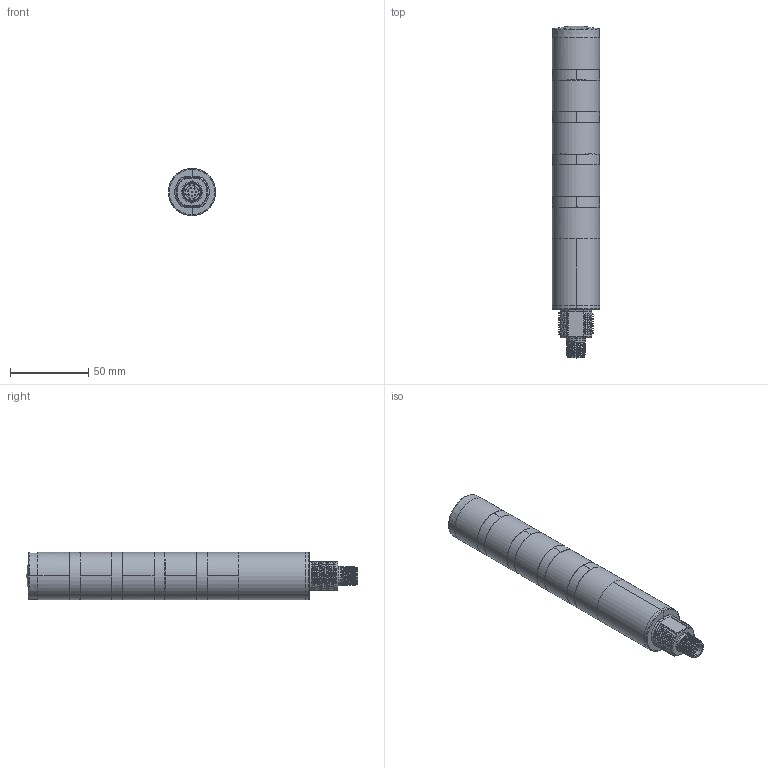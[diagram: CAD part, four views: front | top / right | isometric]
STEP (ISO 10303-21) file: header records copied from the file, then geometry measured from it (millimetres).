
FILE_DESCRIPTION((''),'2;1');
FILE_NAME('204602_ASM','2018-05-09T',('pdmadmin'),('BANNER ENGINEERING'),'CREO PARAMETRIC BY PTC INC, 2016260','CREO PARAMETRIC BY PTC INC, 2016260','');
FILE_SCHEMA(('CONFIG_CONTROL_DESIGN'));
Length unit declared in the file: millimetre
Products named in the file (8): 201226; 201225; 202000; 126713; 204620_ASM; 201227; 202221; 204602_ASM
Assembly tree (14 placements, depth 3):
  204602_ASM
    201226
    201225
    204620_ASM
      202000
      126713
    201227
    202221  x8
Bounding box: 30 x 211.6 x 30 mm (x, y, z)
Volume: 55053.4 mm3; surface area: 48720.2 mm2
Topology: 13 solids, 13 shells, 1726 faces, 4257 edges, 2585 vertices
Faces by surface type: bspline 716, plane 424, cylinder 234, cone 211, torus 91, sphere 50
Entity records: 80379 total; most frequent: CARTESIAN_POINT 55902, ORIENTED_EDGE 5874, DIRECTION 3963, EDGE_CURVE 2937, VERTEX_POINT 1766, AXIS2_PLACEMENT_3D 1685, B_SPLINE_CURVE_WITH_KNOTS 1336, EDGE_LOOP 1271
